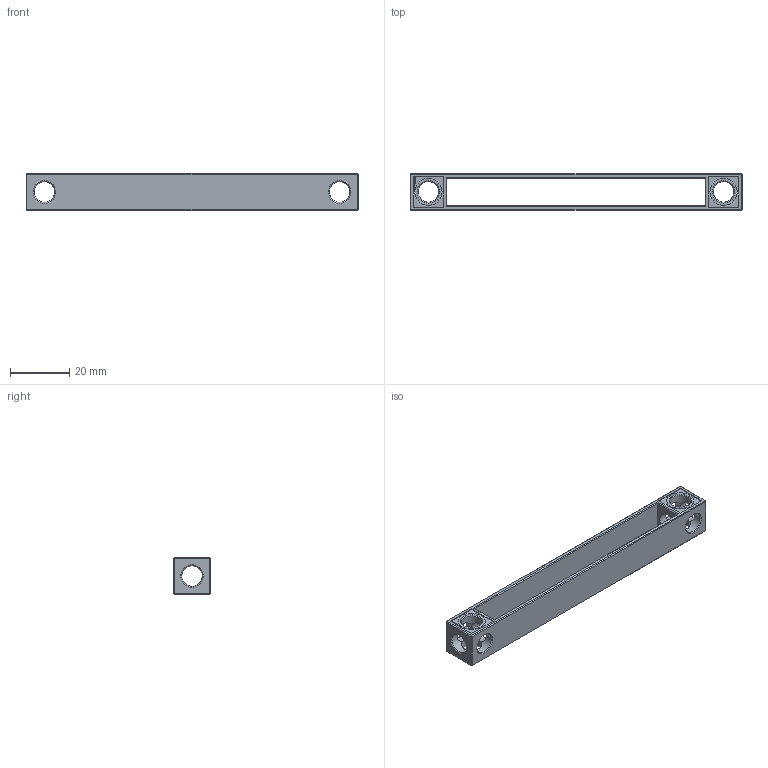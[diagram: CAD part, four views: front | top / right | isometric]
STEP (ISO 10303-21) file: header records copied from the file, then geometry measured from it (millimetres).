
FILE_DESCRIPTION(('FreeCAD Model'),'2;1');
FILE_NAME('Open CASCADE Shape Model','2021-05-23T21:31:53',( 'Paulo Kiefe'),('STEMFIE.org'),'Open CASCADE STEP processor 7.4', 'FreeCAD','Unknown');
FILE_SCHEMA(('AUTOMOTIVE_DESIGN { 1 0 10303 214 1 1 1 1 }'));
Length unit declared in the file: millimetre
Products named in the file (1): Beam_STR_BXS_ESS_BU09.00x01.00x01.00x01.00x00.125_-_SPN-BEM-0406_
(stemfie.org)
Bounding box: 112.5 x 12.5 x 12.5 mm (x, y, z)
Volume: 5339.9 mm3; surface area: 6901.7 mm2
Topology: 1 solids, 1 shells, 502 faces, 1372 edges, 902 vertices
Faces by surface type: plane 370, extrusion 108, cylinder 14, cone 10
Full cylindrical faces by diameter (mm): 7 x12, 9.2 x2
Entity records: 39218 total; most frequent: CARTESIAN_POINT 12357, DIRECTION 4538, VECTOR 3630, LINE 3522, ORIENTED_EDGE 2744, PCURVE 2744, DEFINITIONAL_REPRESENTATION 2744, EDGE_CURVE 1372
